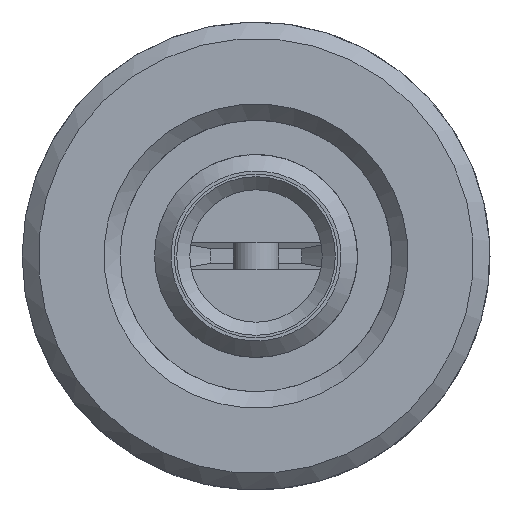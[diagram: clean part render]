
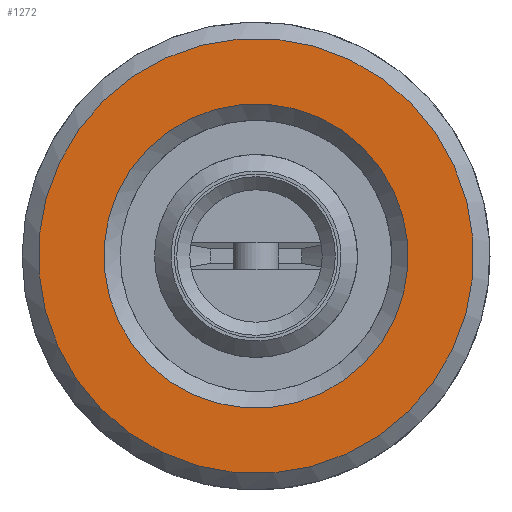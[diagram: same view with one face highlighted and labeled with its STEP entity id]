
A CAD part, front view. The second image highlights one B-rep face of the part: STEP entity #1272.
In plain terms, the highlighted planar face has unit normal (0, -1, 0).
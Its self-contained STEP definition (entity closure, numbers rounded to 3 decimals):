
#45=FACE_BOUND('',#217,.T.);
#67=PLANE('',#1399);
#136=FACE_OUTER_BOUND('',#216,.T.);
#216=EDGE_LOOP('',(#1071));
#217=EDGE_LOOP('',(#1072));
#263=CIRCLE('',#1398,4.65);
#264=CIRCLE('',#1400,6.65);
#562=VERTEX_POINT('',#12460);
#563=VERTEX_POINT('',#12464);
#736=EDGE_CURVE('',#562,#562,#263,.T.);
#737=EDGE_CURVE('',#563,#563,#264,.T.);
#1071=ORIENTED_EDGE('',*,*,#737,.F.);
#1072=ORIENTED_EDGE('',*,*,#736,.F.);
#1272=ADVANCED_FACE('',(#136,#45),#67,.T.);
#1398=AXIS2_PLACEMENT_3D('',#12462,#1668,#1669);
#1399=AXIS2_PLACEMENT_3D('',#12463,#1670,#1671);
#1400=AXIS2_PLACEMENT_3D('',#12465,#1672,#1673);
#1668=DIRECTION('center_axis',(0.,-1.,0.));
#1669=DIRECTION('ref_axis',(-1.,0.,0.));
#1670=DIRECTION('center_axis',(0.,-1.,0.));
#1671=DIRECTION('ref_axis',(0.,0.,
1.));
#1672=DIRECTION('center_axis',(0.,1.,0.));
#1673=DIRECTION('ref_axis',(-1.,0.,0.));
#12460=CARTESIAN_POINT('',(3.784,0.,2.702));
#12462=CARTESIAN_POINT('Origin',(0.,0.,
0.));
#12463=CARTESIAN_POINT('Origin',(6.65,0.,0.));
#12464=CARTESIAN_POINT('',(5.412,0.,-3.864));
#12465=CARTESIAN_POINT('Origin',(0.,0.,
0.));
